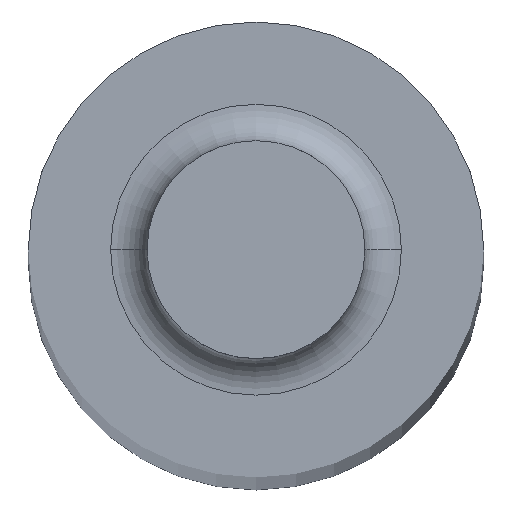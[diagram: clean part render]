
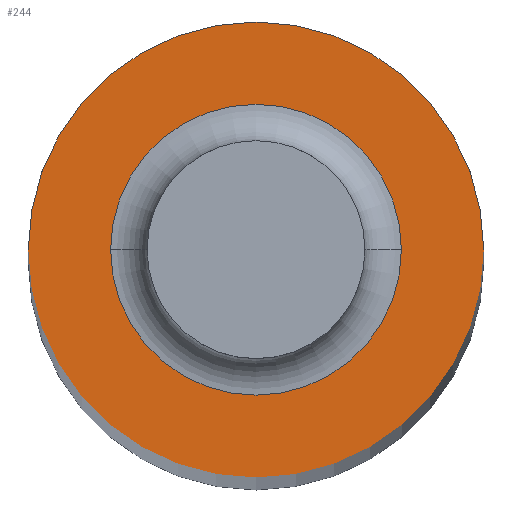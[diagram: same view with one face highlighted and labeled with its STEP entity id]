
A CAD part, top view. The second image highlights one B-rep face of the part: STEP entity #244.
In plain terms, the highlighted planar face has unit normal (0, 0, 1).
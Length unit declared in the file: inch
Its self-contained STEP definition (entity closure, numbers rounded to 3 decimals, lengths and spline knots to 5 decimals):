
#6 = CARTESIAN_POINT ( 'NONE',  ( -0.0625, 0., 1.985 ) ) ;
#10 = CARTESIAN_POINT ( 'NONE',  ( 0.03991, 0., 1.985 ) ) ;
#12 = CIRCLE ( 'NONE', #73, 0.03991 ) ;
#21 = CIRCLE ( 'NONE', #236, 0.03991 ) ;
#29 = EDGE_CURVE ( 'NONE', #448, #243, #409, .T. ) ;
#61 = FACE_OUTER_BOUND ( 'NONE', #388, .T. ) ;
#73 = AXIS2_PLACEMENT_3D ( 'NONE', #320, #121, #419 ) ;
#91 = AXIS2_PLACEMENT_3D ( 'NONE', #361, #108, #104 ) ;
#104 = DIRECTION ( 'NONE',  ( 1., 0., 0. ) ) ;
#108 = DIRECTION ( 'NONE',  ( 0., 0., -1. ) ) ;
#121 = DIRECTION ( 'NONE',  ( 0., 0., -1. ) ) ;
#149 = EDGE_CURVE ( 'NONE', #279, #385, #21, .T. ) ;
#154 = CIRCLE ( 'NONE', #91, 0.0625 ) ;
#202 = DIRECTION ( 'NONE',  ( -1., 0., 0. ) ) ;
#204 = CARTESIAN_POINT ( 'NONE',  ( -0.03991, 0., 1.985 ) ) ;
#210 = DIRECTION ( 'NONE',  ( 0., 0., -1. ) ) ;
#234 = EDGE_LOOP ( 'NONE', ( #305, #311 ) ) ;
#236 = AXIS2_PLACEMENT_3D ( 'NONE', #332, #260, #407 ) ;
#243 = VERTEX_POINT ( 'NONE', #6 ) ;
#244 = ADVANCED_FACE ( 'NONE', ( #61, #284 ), #386, .T. ) ;
#250 = DIRECTION ( 'NONE',  ( 0., 0., 1. ) ) ;
#260 = DIRECTION ( 'NONE',  ( 0., 0., -1. ) ) ;
#279 = VERTEX_POINT ( 'NONE', #384 ) ;
#284 = FACE_BOUND ( 'NONE', #234, .T. ) ;
#290 = EDGE_CURVE ( 'NONE', #385, #279, #12, .T. ) ;
#304 = CARTESIAN_POINT ( 'NONE',  ( 0.0625, 0., 1.985 ) ) ;
#305 = ORIENTED_EDGE ( 'NONE', *, *, #149, .T. ) ;
#311 = ORIENTED_EDGE ( 'NONE', *, *, #290, .T. ) ;
#320 = CARTESIAN_POINT ( 'NONE',  ( 0., 0., 1.985 ) ) ;
#327 = AXIS2_PLACEMENT_3D ( 'NONE', #354, #210, #430 ) ;
#332 = CARTESIAN_POINT ( 'NONE',  ( 0., 0., 1.985 ) ) ;
#349 = ORIENTED_EDGE ( 'NONE', *, *, #362, .F. ) ;
#354 = CARTESIAN_POINT ( 'NONE',  ( 0., 0., 1.985 ) ) ;
#361 = CARTESIAN_POINT ( 'NONE',  ( 0., 0., 1.985 ) ) ;
#362 = EDGE_CURVE ( 'NONE', #243, #448, #154, .T. ) ;
#384 = CARTESIAN_POINT ( 'NONE',  ( -0.03991, 0., 1.985 ) ) ;
#385 = VERTEX_POINT ( 'NONE', #10 ) ;
#386 = PLANE ( 'NONE',  #463 ) ;
#388 = EDGE_LOOP ( 'NONE', ( #349, #404 ) ) ;
#404 = ORIENTED_EDGE ( 'NONE', *, *, #29, .F. ) ;
#407 = DIRECTION ( 'NONE',  ( -1., 0., 0. ) ) ;
#409 = CIRCLE ( 'NONE', #327, 0.0625 ) ;
#419 = DIRECTION ( 'NONE',  ( -1., 0., 0. ) ) ;
#430 = DIRECTION ( 'NONE',  ( 1., 0., 0. ) ) ;
#448 = VERTEX_POINT ( 'NONE', #304 ) ;
#463 = AXIS2_PLACEMENT_3D ( 'NONE', #204, #250, #202 ) ;
